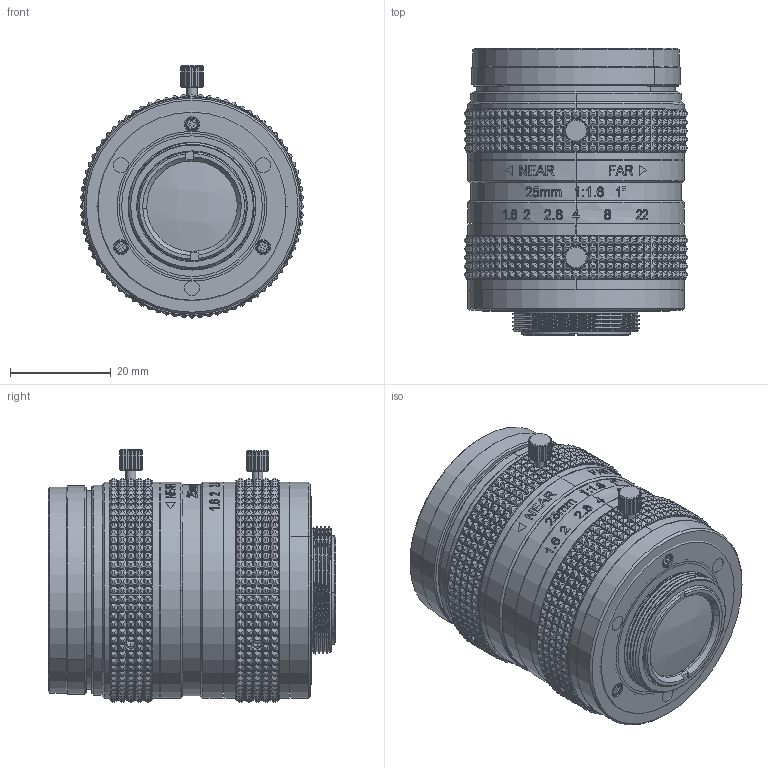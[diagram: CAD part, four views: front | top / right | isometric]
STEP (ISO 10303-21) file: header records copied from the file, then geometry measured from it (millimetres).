
FILE_DESCRIPTION (( 'STEP AP203' ), '1' );
FILE_NAME ('600030.STEP', '2021-08-06T03:15:34', ( '' ), ( '' ), 'SwSTEP 2.0', 'SolidWorks 2020', '' );
FILE_SCHEMA (( 'CONFIG_CONTROL_DESIGN' ));
Products named in the file (1): 600030
Bounding box: 44.5 x 57.15 x 50.15 mm (x, y, z)
Surface area: 35620 mm2 (no closed solid volume)
Topology: 0 solids, 10 shells, 8254 faces, 18894 edges, 11528 vertices
Faces by surface type: plane 5183, cone 1692, cylinder 1168, bspline 211
Entity records: 255655 total; most frequent: CARTESIAN_POINT 74295, ORIENTED_EDGE 37784, DIRECTION 36548, EDGE_CURVE 18894, AXIS2_PLACEMENT_3D 13696, VERTEX_POINT 11528, EDGE_LOOP 9166, VECTOR 9156
